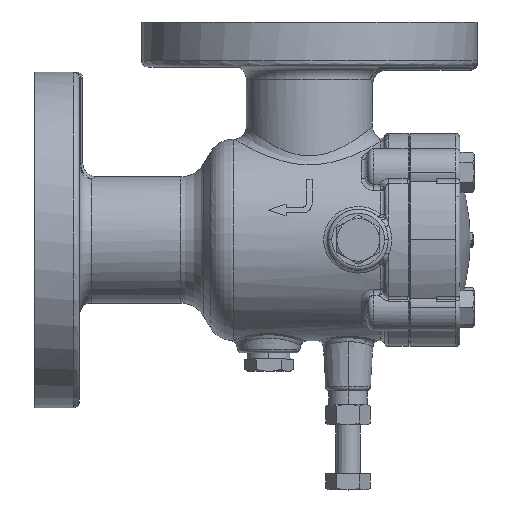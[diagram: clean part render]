
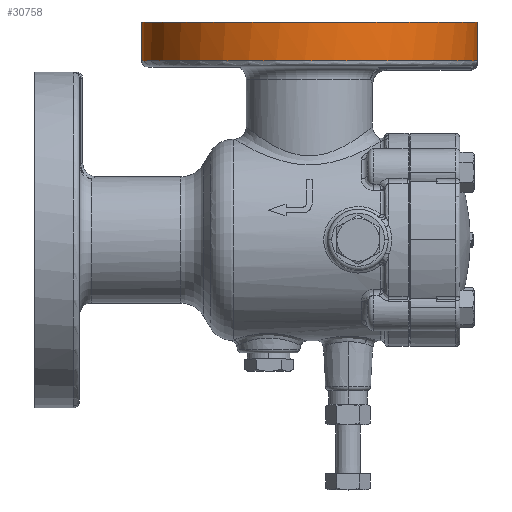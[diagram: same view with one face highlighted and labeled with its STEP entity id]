
A CAD part, top view. The second image highlights one B-rep face of the part: STEP entity #30758.
In plain terms, the highlighted cylindrical face has radius 82.5 mm (diameter 165 mm), a partial arc.
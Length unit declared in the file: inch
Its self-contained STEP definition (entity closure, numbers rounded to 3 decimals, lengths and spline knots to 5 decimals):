
#2341 = CARTESIAN_POINT ( 'NONE',  ( 3.24756, 3.41052, 0.06302 ) ) ;
#4132 = EDGE_CURVE ( 'NONE', #36957, #29906, #13496, .T. ) ;
#5547 = CARTESIAN_POINT ( 'NONE',  ( 3.24803, 3.40551, 0. ) ) ;
#5592 = VERTEX_POINT ( 'NONE', #19871 ) ;
#7097 = DIRECTION ( 'NONE',  ( 0., -1., 0. ) ) ;
#7949 = LINE ( 'NONE', #39781, #23630 ) ;
#7991 = EDGE_LOOP ( 'NONE', ( #36207, #38756, #11239, #25565, #13784 ) ) ;
#8331 = EDGE_CURVE ( 'NONE', #21518, #36957, #20404, .T. ) ;
#9010 = FACE_OUTER_BOUND ( 'NONE', #7991, .T. ) ;
#11239 = ORIENTED_EDGE ( 'NONE', *, *, #28026, .F. ) ;
#11547 = DIRECTION ( 'NONE',  ( 0., -1., 0. ) ) ;
#11687 = CARTESIAN_POINT ( 'NONE',  ( 3.2446, 3.44528, 0.15149 ) ) ;
#13496 = LINE ( 'NONE', #29393, #21816 ) ;
#13648 = CIRCLE ( 'NONE', #32288, 3.24803 ) ;
#13784 = ORIENTED_EDGE ( 'NONE', *, *, #37542, .F. ) ;
#14852 = CARTESIAN_POINT ( 'NONE',  ( 3.24321, 3.46457, 0.17691 ) ) ;
#14943 = B_SPLINE_CURVE_WITH_KNOTS ( 'NONE', 3,
 ( #14852, #11687, #21176, #2341, #24294, #5547 ),
 .UNSPECIFIED., .F., .F.,
 ( 4, 2, 4 ),
 ( 0., 0.0024, 0.0048 ),
 .UNSPECIFIED. ) ;
#16549 = CARTESIAN_POINT ( 'NONE',  ( -3.24803, 3.46457, 0. ) ) ;
#17822 = EDGE_CURVE ( 'NONE', #18527, #5592, #14943, .T. ) ;
#17906 = DIRECTION ( 'NONE',  ( 0., -1., 0. ) ) ;
#18527 = VERTEX_POINT ( 'NONE', #28506 ) ;
#19620 = CARTESIAN_POINT ( 'NONE',  ( 3.24803, 4.2126, 0. ) ) ;
#19871 = CARTESIAN_POINT ( 'NONE',  ( 3.24803, 3.40551, 0. ) ) ;
#20404 = CIRCLE ( 'NONE', #31713, 3.24803 ) ;
#20732 = CYLINDRICAL_SURFACE ( 'NONE', #34439, 3.24803 ) ;
#20938 = CARTESIAN_POINT ( 'NONE',  ( -3.24803, 4.2126, 0. ) ) ;
#21176 = CARTESIAN_POINT ( 'NONE',  ( 3.24582, 3.43065, 0.12356 ) ) ;
#21518 = VERTEX_POINT ( 'NONE', #19620 ) ;
#21816 = VECTOR ( 'NONE', #29537, 39.37008 ) ;
#23630 = VECTOR ( 'NONE', #11547, 39.37008 ) ;
#24294 = CARTESIAN_POINT ( 'NONE',  ( 3.24803, 3.40551, 0.03192 ) ) ;
#25245 = DIRECTION ( 'NONE',  ( 0., -1., 0. ) ) ;
#25384 = DIRECTION ( 'NONE',  ( 1., 0., 0. ) ) ;
#25565 = ORIENTED_EDGE ( 'NONE', *, *, #17822, .T. ) ;
#25917 = CARTESIAN_POINT ( 'NONE',  ( 0., 4.2126, 0. ) ) ;
#28026 = EDGE_CURVE ( 'NONE', #18527, #29906, #13648, .T. ) ;
#28506 = CARTESIAN_POINT ( 'NONE',  ( 3.24321, 3.46457, 0.17691 ) ) ;
#29040 = DIRECTION ( 'NONE',  ( 1., 0., 0. ) ) ;
#29393 = CARTESIAN_POINT ( 'NONE',  ( -3.24803, 1.08719, 0. ) ) ;
#29537 = DIRECTION ( 'NONE',  ( 0., -1., 0. ) ) ;
#29906 = VERTEX_POINT ( 'NONE', #16549 ) ;
#30758 = ADVANCED_FACE ( 'NONE', ( #9010 ), #20732, .T. ) ;
#31497 = CARTESIAN_POINT ( 'NONE',  ( 0., 1.08719, 0. ) ) ;
#31713 = AXIS2_PLACEMENT_3D ( 'NONE', #25917, #7097, #29040 ) ;
#32288 = AXIS2_PLACEMENT_3D ( 'NONE', #36659, #17906, #39813 ) ;
#34439 = AXIS2_PLACEMENT_3D ( 'NONE', #31497, #25245, #25384 ) ;
#36207 = ORIENTED_EDGE ( 'NONE', *, *, #8331, .T. ) ;
#36659 = CARTESIAN_POINT ( 'NONE',  ( 0., 3.46457, 0. ) ) ;
#36957 = VERTEX_POINT ( 'NONE', #20938 ) ;
#37542 = EDGE_CURVE ( 'NONE', #21518, #5592, #7949, .T. ) ;
#38756 = ORIENTED_EDGE ( 'NONE', *, *, #4132, .T. ) ;
#39781 = CARTESIAN_POINT ( 'NONE',  ( 3.24803, 1.08719, 0. ) ) ;
#39813 = DIRECTION ( 'NONE',  ( 1., 0., 0. ) ) ;
